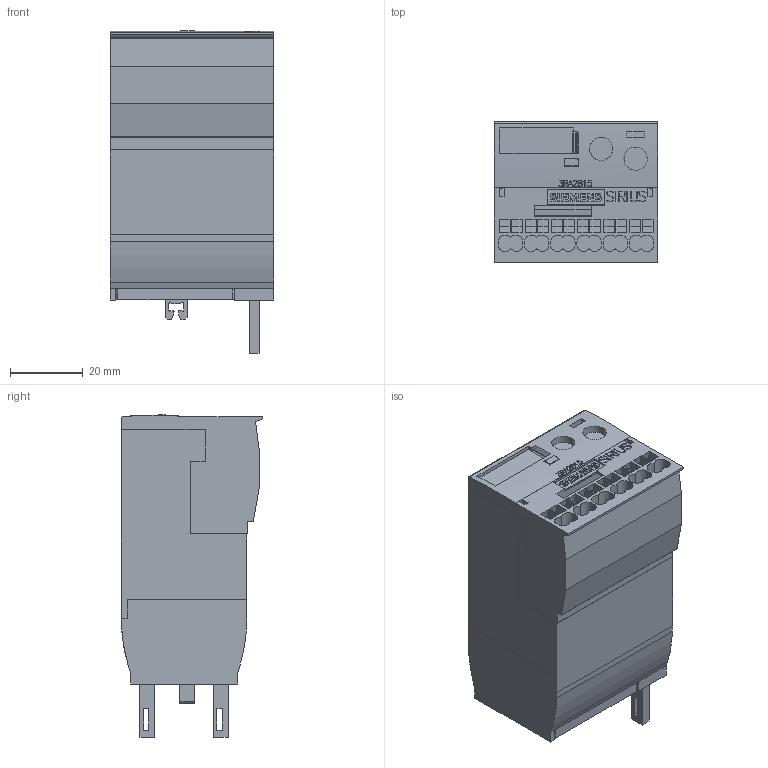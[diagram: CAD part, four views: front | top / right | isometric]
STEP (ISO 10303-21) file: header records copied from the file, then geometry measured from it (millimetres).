
FILE_DESCRIPTION(('STEP AP214'),'1');
FILE_NAME('cctmp_AD7A68A5-1F6F-499A-AE2E-A0510520B91D_2023_07_18_12_16_21_0589..stp','2023-07-18T10:16:22',('SIEMENS A&D'),('CADClick - www.CADClick.com'),'Spatial InterOp 3D postprocessed',' ','unknown authorization');
FILE_SCHEMA(('AUTOMOTIVE_DESIGN'));
Length unit declared in the file: millimetre
Products named in the file (3): cc_unnamed; 2023_07_18_12_16_21_0526; 2023_07_18_12_16_21_0495
Assembly tree (2 placements, depth 2):
  cc_unnamed
    2023_07_18_12_16_21_0526
    2023_07_18_12_16_21_0495
Bounding box: 45 x 38.85 x 88.85 mm (x, y, z)
Volume: 113030.9 mm3; surface area: 22495.6 mm2
Topology: 2 solids, 4 shells, 781 faces, 2146 edges, 1429 vertices
Faces by surface type: plane 674, cylinder 107
Entity records: 41496 total; most frequent: CARTESIAN_POINT 4493, STYLED_ITEM 4358, PRESENTATION_STYLE_ASSIGNMENT 4358, ORIENTED_EDGE 4292, DIRECTION 4075, EDGE_CURVE 2146, CURVE_STYLE 2146, DRAUGHTING_PRE_DEFINED_CURVE_FONT 2146
